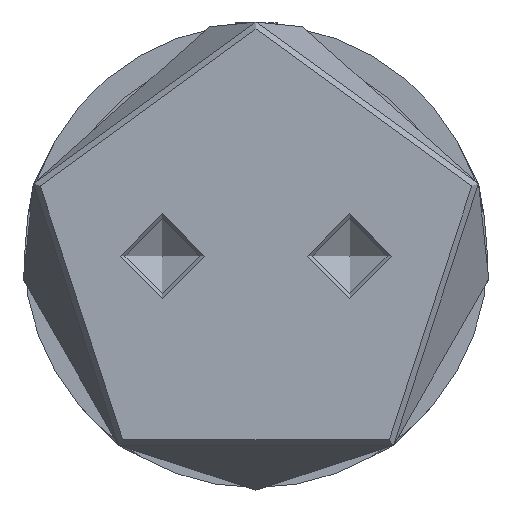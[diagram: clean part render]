
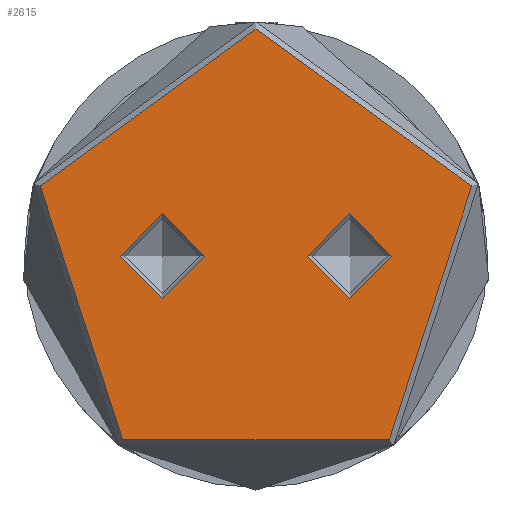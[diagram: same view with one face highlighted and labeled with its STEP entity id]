
A CAD part, front view. The second image highlights one B-rep face of the part: STEP entity #2615.
In plain terms, the highlighted face is planar.
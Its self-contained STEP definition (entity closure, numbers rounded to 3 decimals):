
#291 = FACE_OUTER_BOUND ( 'NONE', #3819, .T. ) ;
#367 = ORIENTED_EDGE ( 'NONE', *, *, #1990, .T. ) ;
#592 = PLANE ( 'NONE',  #4034 ) ;
#655 = CARTESIAN_POINT ( 'NONE',  ( 0., 0., 0. ) ) ;
#680 = ORIENTED_EDGE ( 'NONE', *, *, #3442, .F. ) ;
#691 = AXIS2_PLACEMENT_3D ( 'NONE', #2173, #4868, #2575 ) ;
#868 = EDGE_CURVE ( 'NONE', #2053, #2053, #1572, .T. ) ;
#984 = DIRECTION ( 'NONE',  ( 0., 0., -1. ) ) ;
#1049 = DIRECTION ( 'NONE',  ( 1., 0., 0. ) ) ;
#1345 = AXIS2_PLACEMENT_3D ( 'NONE', #655, #3352, #1049 ) ;
#1346 = DIRECTION ( 'NONE',  ( 0., 0., 1. ) ) ;
#1355 = CIRCLE ( 'NONE', #2309, 4.5 ) ;
#1572 = CIRCLE ( 'NONE', #1345, 24.25 ) ;
#1718 = EDGE_LOOP ( 'NONE', ( #680 ) ) ;
#1808 = CARTESIAN_POINT ( 'NONE',  ( 24.25, 0., 0. ) ) ;
#1816 = VERTEX_POINT ( 'NONE', #3817 ) ;
#1990 = EDGE_CURVE ( 'NONE', #1816, #1816, #4786, .T. ) ;
#2053 = VERTEX_POINT ( 'NONE', #1808 ) ;
#2137 = CARTESIAN_POINT ( 'NONE',  ( 0., 0., 0. ) ) ;
#2173 = CARTESIAN_POINT ( 'NONE',  ( 0., -10., 0. ) ) ;
#2309 = AXIS2_PLACEMENT_3D ( 'NONE', #3649, #1346, #4048 ) ;
#2359 = FACE_BOUND ( 'NONE', #1718, .T. ) ;
#2575 = DIRECTION ( 'NONE',  ( 1., 0., 0. ) ) ;
#2615 = ADVANCED_FACE ( 'NONE', ( #2359, #291, #4900 ), #592, .F. ) ;
#2617 = VERTEX_POINT ( 'NONE', #3057 ) ;
#3057 = CARTESIAN_POINT ( 'NONE',  ( 4.5, 10., 0. ) ) ;
#3352 = DIRECTION ( 'NONE',  ( 0., 0., 1. ) ) ;
#3442 = EDGE_CURVE ( 'NONE', #2617, #2617, #1355, .T. ) ;
#3600 = ORIENTED_EDGE ( 'NONE', *, *, #868, .T. ) ;
#3649 = CARTESIAN_POINT ( 'NONE',  ( 0., 10., 0. ) ) ;
#3685 = DIRECTION ( 'NONE',  ( -1., 0., 0. ) ) ;
#3817 = CARTESIAN_POINT ( 'NONE',  ( 4.5, -10., 0. ) ) ;
#3819 = EDGE_LOOP ( 'NONE', ( #3600 ) ) ;
#3976 = EDGE_LOOP ( 'NONE', ( #367 ) ) ;
#4034 = AXIS2_PLACEMENT_3D ( 'NONE', #2137, #984, #3685 ) ;
#4048 = DIRECTION ( 'NONE',  ( 1., 0., 0. ) ) ;
#4786 = CIRCLE ( 'NONE', #691, 4.5 ) ;
#4868 = DIRECTION ( 'NONE',  ( 0., 0., -1. ) ) ;
#4900 = FACE_BOUND ( 'NONE', #3976, .T. ) ;
